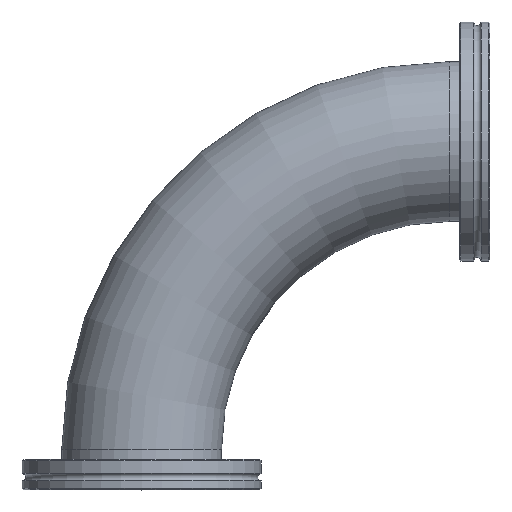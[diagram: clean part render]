
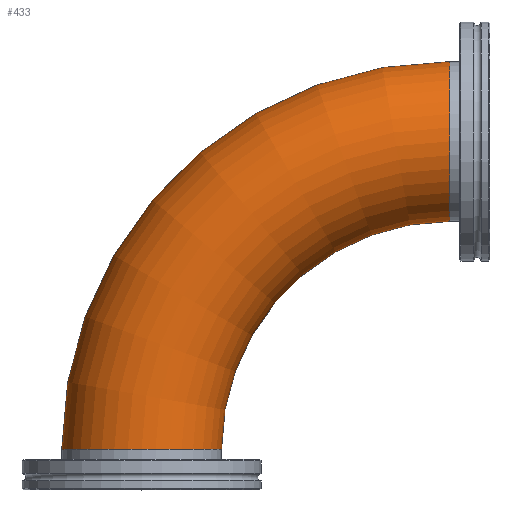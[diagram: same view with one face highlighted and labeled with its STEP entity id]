
A CAD part, top view. The second image highlights one B-rep face of the part: STEP entity #433.
In plain terms, the highlighted toroidal (fillet/blend) face has major radius 122.4 mm and minor radius 31.75 mm.
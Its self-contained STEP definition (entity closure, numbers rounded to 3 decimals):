
#51=TOROIDAL_SURFACE('',#522,122.4,31.75);
#57=FACE_OUTER_BOUND('',#82,.T.);
#82=EDGE_LOOP('',(#315,#316,#317,#318,#319,#320));
#147=CIRCLE('',#520,31.75);
#148=CIRCLE('',#521,31.75);
#149=CIRCLE('',#523,90.65);
#150=CIRCLE('',#524,31.75);
#151=CIRCLE('',#525,31.75);
#194=VERTEX_POINT('',#780);
#195=VERTEX_POINT('',#782);
#196=VERTEX_POINT('',#786);
#197=VERTEX_POINT('',#788);
#243=EDGE_CURVE('',#194,#195,#147,.T.);
#244=EDGE_CURVE('',#195,#194,#148,.T.);
#245=EDGE_CURVE('',#195,#196,#149,.T.);
#246=EDGE_CURVE('',#196,#197,#150,.T.);
#247=EDGE_CURVE('',#197,#196,#151,.T.);
#315=ORIENTED_EDGE('',*,*,#243,.F.);
#316=ORIENTED_EDGE('',*,*,#244,.F.);
#317=ORIENTED_EDGE('',*,*,#245,.T.);
#318=ORIENTED_EDGE('',*,*,#246,.T.);
#319=ORIENTED_EDGE('',*,*,#247,.T.);
#320=ORIENTED_EDGE('',*,*,#245,.F.);
#433=ADVANCED_FACE('',(#57),#51,.T.);
#520=AXIS2_PLACEMENT_3D('',#783,#616,#617);
#521=AXIS2_PLACEMENT_3D('',#784,#618,#619);
#522=AXIS2_PLACEMENT_3D('',#785,#620,#621);
#523=AXIS2_PLACEMENT_3D('',#787,#622,#623);
#524=AXIS2_PLACEMENT_3D('',#789,#624,#625);
#525=AXIS2_PLACEMENT_3D('',#790,#626,#627);
#616=DIRECTION('center_axis',(1.,0.,0.));
#617=DIRECTION('ref_axis',(0.,-1.,0.));
#618=DIRECTION('center_axis',(1.,0.,0.));
#619=DIRECTION('ref_axis',(0.,-1.,0.));
#620=DIRECTION('center_axis',(0.,0.,-1.));
#621=DIRECTION('ref_axis',(-1.,0.,0.));
#622=DIRECTION('center_axis',(0.,0.,1.));
#623=DIRECTION('ref_axis',(-1.,0.,0.));
#624=DIRECTION('center_axis',(0.,1.,0.));
#625=DIRECTION('ref_axis',(1.,0.,0.));
#626=DIRECTION('center_axis',(0.,1.,0.));
#627=DIRECTION('ref_axis',(1.,0.,0.));
#780=CARTESIAN_POINT('',(-16.,170.15,0.));
#782=CARTESIAN_POINT('',(-16.,106.65,0.));
#783=CARTESIAN_POINT('Origin',(-16.,138.4,0.));
#784=CARTESIAN_POINT('Origin',(-16.,138.4,0.));
#785=CARTESIAN_POINT('Origin',(-16.,16.,0.));
#786=CARTESIAN_POINT('',(-106.65,16.,0.));
#787=CARTESIAN_POINT('Origin',(-16.,16.,0.));
#788=CARTESIAN_POINT('',(-170.15,16.,0.));
#789=CARTESIAN_POINT('Origin',(-138.4,16.,0.));
#790=CARTESIAN_POINT('Origin',(-138.4,16.,0.));
